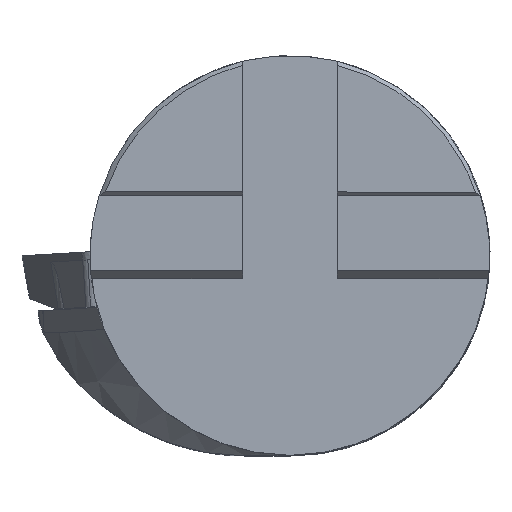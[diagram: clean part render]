
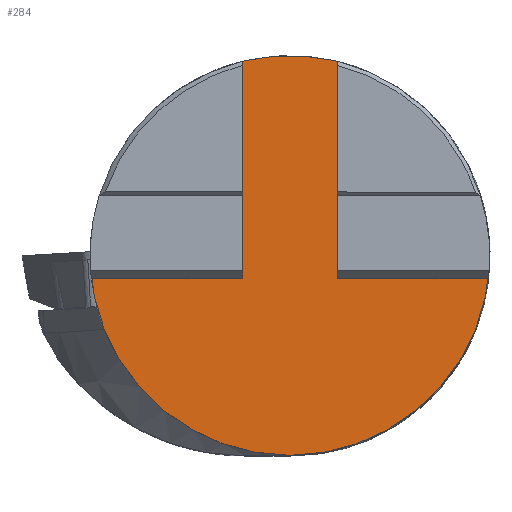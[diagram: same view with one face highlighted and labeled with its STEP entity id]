
A CAD part, top view. The second image highlights one B-rep face of the part: STEP entity #284.
In plain terms, the highlighted planar face has unit normal (-0.003, 0, 1).
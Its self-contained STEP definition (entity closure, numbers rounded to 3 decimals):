
#162=CIRCLE('',#1905,20.);
#165=CIRCLE('',#1910,20.);
#284=ADVANCED_FACE('',(#432),#361,.F.);
#361=PLANE('',#1967);
#432=FACE_OUTER_BOUND('',#521,.T.);
#521=EDGE_LOOP('',(#838,#839,#840,#841,#842,#843));
#838=ORIENTED_EDGE('',*,*,#1339,.T.);
#839=ORIENTED_EDGE('',*,*,#1431,.T.);
#840=ORIENTED_EDGE('',*,*,#1432,.F.);
#841=ORIENTED_EDGE('',*,*,#1345,.T.);
#842=ORIENTED_EDGE('',*,*,#1433,.T.);
#843=ORIENTED_EDGE('',*,*,#1434,.T.);
#1160=VERTEX_POINT('',#2771);
#1161=VERTEX_POINT('',#2773);
#1165=VERTEX_POINT('',#2782);
#1166=VERTEX_POINT('',#2784);
#1221=VERTEX_POINT('',#3029);
#1222=VERTEX_POINT('',#3032);
#1339=EDGE_CURVE('',#1161,#1160,#162,.T.);
#1345=EDGE_CURVE('',#1166,#1165,#165,.T.);
#1431=EDGE_CURVE('',#1160,#1221,#1601,.T.);
#1432=EDGE_CURVE('',#1166,#1221,#1602,.T.);
#1433=EDGE_CURVE('',#1165,#1222,#1603,.T.);
#1434=EDGE_CURVE('',#1222,#1161,#1604,.T.);
#1601=LINE('',#3028,#1737);
#1602=LINE('',#3030,#1738);
#1603=LINE('',#3031,#1739);
#1604=LINE('',#3033,#1740);
#1737=VECTOR('',#2327,1.);
#1738=VECTOR('',#2328,1.);
#1739=VECTOR('',#2329,1.);
#1740=VECTOR('',#2330,1.);
#1905=AXIS2_PLACEMENT_3D('',#2772,#2159,#2160);
#1910=AXIS2_PLACEMENT_3D('',#2783,#2170,#2171);
#1967=AXIS2_PLACEMENT_3D('',#3034,#2331,#2332);
#2159=DIRECTION('',(-0.003,0.,1.));
#2160=DIRECTION('',(-1.,0.,-0.003));
#2170=DIRECTION('',(-0.003,0.,1.));
#2171=DIRECTION('',(-1.,0.,-0.003));
#2327=DIRECTION('',(-1.,0.,-0.003));
#2328=DIRECTION('',(0.,-1.,0.));
#2329=DIRECTION('',(0.,-1.,0.));
#2330=DIRECTION('',(-1.,0.,-0.003));
#2331=DIRECTION('',(0.003,0.,-1.));
#2332=DIRECTION('',(-1.,0.,-0.003));
#2771=CARTESIAN_POINT('',(19.962,-0.731,-4.581));
#2772=CARTESIAN_POINT('',(-0.025,-0.001,-4.632));
#2773=CARTESIAN_POINT('',(-20.012,-0.731,-4.683));
#2782=CARTESIAN_POINT('',(-7.3,18.629,-4.648));
#2783=CARTESIAN_POINT('',(-0.025,-0.001,-4.632));
#2784=CARTESIAN_POINT('',(7.25,18.629,-4.61));
#3028=CARTESIAN_POINT('',(-7.3,-0.731,-4.65));
#3029=CARTESIAN_POINT('',(7.25,-0.731,-4.613));
#3030=CARTESIAN_POINT('',(7.25,24.999,-4.61));
#3031=CARTESIAN_POINT('',(-7.3,24.999,-4.647));
#3032=CARTESIAN_POINT('',(-7.3,-0.731,-4.65));
#3033=CARTESIAN_POINT('',(-7.3,-0.731,-4.65));
#3034=CARTESIAN_POINT('',(-7.3,24.999,-4.647));
